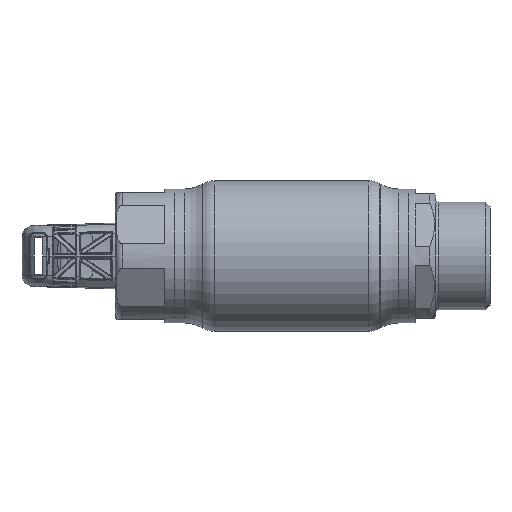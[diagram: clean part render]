
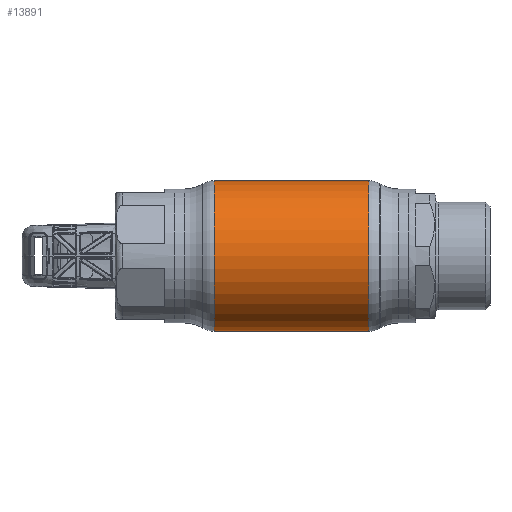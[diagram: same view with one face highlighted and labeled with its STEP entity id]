
A CAD part, front view. The second image highlights one B-rep face of the part: STEP entity #13891.
In plain terms, the highlighted cylindrical face has radius 33.34 mm (diameter 66.68 mm), a partial arc.
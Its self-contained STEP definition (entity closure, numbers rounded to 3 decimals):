
#1812 = CIRCLE ( 'NONE', #61188, 33.34 ) ;
#3399 = CARTESIAN_POINT ( 'NONE',  ( -62.69, 0., 33.34 ) ) ;
#6839 = ORIENTED_EDGE ( 'NONE', *, *, #46976, .T. ) ;
#9402 = AXIS2_PLACEMENT_3D ( 'NONE', #57953, #52202, #52424 ) ;
#13891 = ADVANCED_FACE ( 'NONE', ( #40018 ), #28124, .T. ) ;
#14668 = DIRECTION ( 'NONE',  ( -1., 0., 0. ) ) ;
#15970 = DIRECTION ( 'NONE',  ( -1., 0., 0. ) ) ;
#20614 = DIRECTION ( 'NONE',  ( 0., 0., 1. ) ) ;
#21231 = DIRECTION ( 'NONE',  ( 0., 0., 1. ) ) ;
#22655 = VERTEX_POINT ( 'NONE', #58271 ) ;
#23233 = CARTESIAN_POINT ( 'NONE',  ( -34.177, 0., 33.34 ) ) ;
#23971 = VECTOR ( 'NONE', #38619, 1000. ) ;
#24240 = ORIENTED_EDGE ( 'NONE', *, *, #56880, .T. ) ;
#24617 = VERTEX_POINT ( 'NONE', #23233 ) ;
#27287 = VECTOR ( 'NONE', #15970, 1000. ) ;
#28067 = LINE ( 'NONE', #46294, #27287 ) ;
#28124 = CYLINDRICAL_SURFACE ( 'NONE', #43820, 33.34 ) ;
#35916 = CARTESIAN_POINT ( 'NONE',  ( -34.177, 0., 0. ) ) ;
#36662 = EDGE_LOOP ( 'NONE', ( #54997, #6839, #24240, #47115 ) ) ;
#37433 = EDGE_CURVE ( 'NONE', #22655, #24617, #1812, .T. ) ;
#38619 = DIRECTION ( 'NONE',  ( -1., 0., 0. ) ) ;
#40018 = FACE_OUTER_BOUND ( 'NONE', #36662, .T. ) ;
#40146 = VERTEX_POINT ( 'NONE', #57314 ) ;
#43820 = AXIS2_PLACEMENT_3D ( 'NONE', #54964, #14668, #20614 ) ;
#46294 = CARTESIAN_POINT ( 'NONE',  ( -62.69, 0., -33.34 ) ) ;
#46735 = VERTEX_POINT ( 'NONE', #62917 ) ;
#46976 = EDGE_CURVE ( 'NONE', #46735, #40146, #49539, .T. ) ;
#47115 = ORIENTED_EDGE ( 'NONE', *, *, #37433, .F. ) ;
#49539 = CIRCLE ( 'NONE', #9402, 33.34 ) ;
#52202 = DIRECTION ( 'NONE',  ( -1., 0., 0. ) ) ;
#52424 = DIRECTION ( 'NONE',  ( 0., 0., 1. ) ) ;
#54964 = CARTESIAN_POINT ( 'NONE',  ( -62.69, 0., 0. ) ) ;
#54997 = ORIENTED_EDGE ( 'NONE', *, *, #55858, .F. ) ;
#55858 = EDGE_CURVE ( 'NONE', #46735, #22655, #28067, .T. ) ;
#56665 = DIRECTION ( 'NONE',  ( -1., 0., 0. ) ) ;
#56880 = EDGE_CURVE ( 'NONE', #40146, #24617, #62043, .T. ) ;
#57314 = CARTESIAN_POINT ( 'NONE',  ( 34.177, 0., 33.34 ) ) ;
#57953 = CARTESIAN_POINT ( 'NONE',  ( 34.177, 0., 0. ) ) ;
#58271 = CARTESIAN_POINT ( 'NONE',  ( -34.177, 0., -33.34 ) ) ;
#61188 = AXIS2_PLACEMENT_3D ( 'NONE', #35916, #56665, #21231 ) ;
#62043 = LINE ( 'NONE', #3399, #23971 ) ;
#62917 = CARTESIAN_POINT ( 'NONE',  ( 34.177, 0., -33.34 ) ) ;
